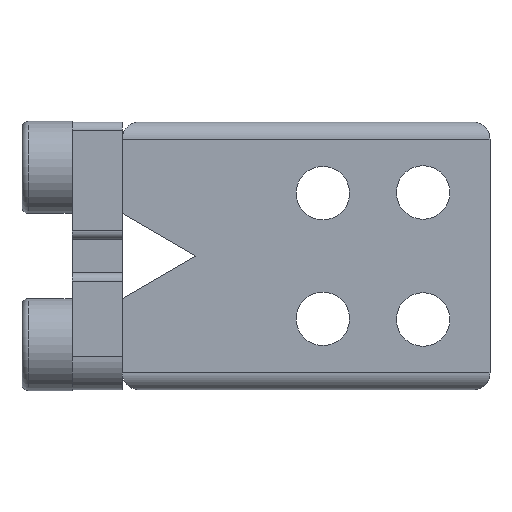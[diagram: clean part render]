
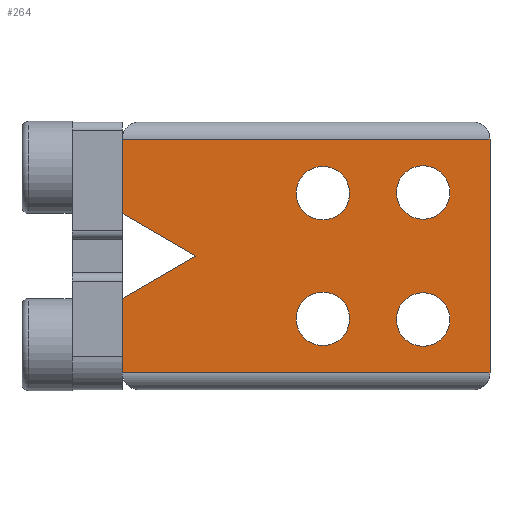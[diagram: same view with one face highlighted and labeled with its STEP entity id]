
A CAD part, left-side view. The second image highlights one B-rep face of the part: STEP entity #264.
In plain terms, the highlighted planar face has unit normal (-1, 0, 0).
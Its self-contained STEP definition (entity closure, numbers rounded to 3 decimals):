
#23 = EDGE_CURVE ( 'NONE', #1431, #2297, #1788, .T. ) ;
#34 = DIRECTION ( 'NONE',  ( 0., -1., 0. ) ) ;
#37 = DIRECTION ( 'NONE',  ( 0., 1., 0. ) ) ;
#42 = AXIS2_PLACEMENT_3D ( 'NONE', #2623, #1370, #37 ) ;
#44 = CARTESIAN_POINT ( 'NONE',  ( -7.299, 9.324, 24.55 ) ) ;
#51 = CARTESIAN_POINT ( 'NONE',  ( -7.299, -2.676, 18.243 ) ) ;
#100 = DIRECTION ( 'NONE',  ( 0., -1., 0. ) ) ;
#103 = LINE ( 'NONE', #44, #1560 ) ;
#106 = EDGE_CURVE ( 'NONE', #2486, #174, #1212, .T. ) ;
#134 = FACE_BOUND ( 'NONE', #1378, .T. ) ;
#172 = DIRECTION ( 'NONE',  ( 0., 1., 0. ) ) ;
#174 = VERTEX_POINT ( 'NONE', #2335 ) ;
#179 = DIRECTION ( 'NONE',  ( -1., 0., 0. ) ) ;
#192 = VECTOR ( 'NONE', #1917, 1000. ) ;
#196 = ORIENTED_EDGE ( 'NONE', *, *, #982, .F. ) ;
#203 = AXIS2_PLACEMENT_3D ( 'NONE', #2061, #1205, #100 ) ;
#232 = CIRCLE ( 'NONE', #1969, 1.6 ) ;
#238 = DIRECTION ( 'NONE',  ( -1., 0., 0. ) ) ;
#264 = ADVANCED_FACE ( 'NONE', ( #134, #2055, #523, #2736, #1992 ), #1091, .F. ) ;
#329 = EDGE_CURVE ( 'NONE', #2297, #1431, #724, .T. ) ;
#348 = EDGE_CURVE ( 'NONE', #1024, #1563, #103, .T. ) ;
#385 = EDGE_CURVE ( 'NONE', #855, #960, #1357, .T. ) ;
#436 = ORIENTED_EDGE ( 'NONE', *, *, #1901, .F. ) ;
#471 = AXIS2_PLACEMENT_3D ( 'NONE', #1362, #179, #1936 ) ;
#478 = VECTOR ( 'NONE', #2155, 1000. ) ;
#479 = CARTESIAN_POINT ( 'NONE',  ( -7.299, -8.676, 25.8 ) ) ;
#493 = CARTESIAN_POINT ( 'NONE',  ( -7.299, 9.324, 24.55 ) ) ;
#510 = CARTESIAN_POINT ( 'NONE',  ( -7.299, 9.324, 15. ) ) ;
#522 = AXIS2_PLACEMENT_3D ( 'NONE', #2462, #238, #1159 ) ;
#523 = FACE_BOUND ( 'NONE', #866, .T. ) ;
#603 = DIRECTION ( 'NONE',  ( 0., 0., -1. ) ) ;
#620 = VECTOR ( 'NONE', #1240, 1000. ) ;
#624 = LINE ( 'NONE', #1508, #478 ) ;
#643 = DIRECTION ( 'NONE',  ( 0., -1., 0. ) ) ;
#724 = CIRCLE ( 'NONE', #2511, 1.6 ) ;
#795 = DIRECTION ( 'NONE',  ( 0., -1., 0. ) ) ;
#828 = CARTESIAN_POINT ( 'NONE',  ( -7.299, 9.324, 29. ) ) ;
#855 = VERTEX_POINT ( 'NONE', #1963 ) ;
#866 = EDGE_LOOP ( 'NONE', ( #1795, #436 ) ) ;
#868 = CARTESIAN_POINT ( 'NONE',  ( -7.299, 9.324, 19.45 ) ) ;
#885 = ORIENTED_EDGE ( 'NONE', *, *, #106, .T. ) ;
#913 = ORIENTED_EDGE ( 'NONE', *, *, #1750, .T. ) ;
#960 = VERTEX_POINT ( 'NONE', #1385 ) ;
#978 = VERTEX_POINT ( 'NONE', #510 ) ;
#981 = CARTESIAN_POINT ( 'NONE',  ( -7.299, -12.676, 15. ) ) ;
#982 = EDGE_CURVE ( 'NONE', #1741, #2781, #1991, .T. ) ;
#1011 = ORIENTED_EDGE ( 'NONE', *, *, #1814, .F. ) ;
#1024 = VERTEX_POINT ( 'NONE', #2739 ) ;
#1029 = CARTESIAN_POINT ( 'NONE',  ( -7.299, -12.676, 30. ) ) ;
#1050 = DIRECTION ( 'NONE',  ( 0., 1., 0. ) ) ;
#1054 = DIRECTION ( 'NONE',  ( -1., 0., 0. ) ) ;
#1060 = CARTESIAN_POINT ( 'NONE',  ( -7.299, 9.324, 30. ) ) ;
#1063 = EDGE_LOOP ( 'NONE', ( #196, #1304 ) ) ;
#1091 = PLANE ( 'NONE',  #1152 ) ;
#1147 = VECTOR ( 'NONE', #172, 1000. ) ;
#1150 = VERTEX_POINT ( 'NONE', #1911 ) ;
#1152 = AXIS2_PLACEMENT_3D ( 'NONE', #2631, #1761, #2194 ) ;
#1159 = DIRECTION ( 'NONE',  ( 0., 1., 0. ) ) ;
#1169 = EDGE_CURVE ( 'NONE', #2210, #1150, #232, .T. ) ;
#1205 = DIRECTION ( 'NONE',  ( -1., 0., 0. ) ) ;
#1212 = LINE ( 'NONE', #828, #1147 ) ;
#1240 = DIRECTION ( 'NONE',  ( 0., 0., -1. ) ) ;
#1250 = CARTESIAN_POINT ( 'NONE',  ( -7.299, -2.676, 25.757 ) ) ;
#1299 = EDGE_CURVE ( 'NONE', #978, #2097, #1951, .T. ) ;
#1304 = ORIENTED_EDGE ( 'NONE', *, *, #2741, .F. ) ;
#1320 = EDGE_CURVE ( 'NONE', #2454, #1024, #624, .T. ) ;
#1357 = CIRCLE ( 'NONE', #522, 1.6 ) ;
#1362 = CARTESIAN_POINT ( 'NONE',  ( -7.299, -8.676, 18.2 ) ) ;
#1370 = DIRECTION ( 'NONE',  ( -1., 0., 0. ) ) ;
#1378 = EDGE_LOOP ( 'NONE', ( #1011, #2188 ) ) ;
#1380 = DIRECTION ( 'NONE',  ( -1., 0., 0. ) ) ;
#1385 = CARTESIAN_POINT ( 'NONE',  ( -7.299, -4.276, 25.757 ) ) ;
#1419 = VECTOR ( 'NONE', #643, 1000. ) ;
#1431 = VERTEX_POINT ( 'NONE', #2434 ) ;
#1471 = ORIENTED_EDGE ( 'NONE', *, *, #1320, .F. ) ;
#1508 = CARTESIAN_POINT ( 'NONE',  ( -7.299, 9.324, 19.45 ) ) ;
#1560 = VECTOR ( 'NONE', #2021, 1000. ) ;
#1563 = VERTEX_POINT ( 'NONE', #493 ) ;
#1667 = ORIENTED_EDGE ( 'NONE', *, *, #23, .F. ) ;
#1705 = AXIS2_PLACEMENT_3D ( 'NONE', #1250, #1896, #1050 ) ;
#1709 = ORIENTED_EDGE ( 'NONE', *, *, #348, .F. ) ;
#1741 = VERTEX_POINT ( 'NONE', #2367 ) ;
#1750 = EDGE_CURVE ( 'NONE', #174, #1563, #2425, .T. ) ;
#1761 = DIRECTION ( 'NONE',  ( 1., 0., 0. ) ) ;
#1764 = EDGE_CURVE ( 'NONE', #2454, #978, #2113, .T. ) ;
#1788 = CIRCLE ( 'NONE', #203, 1.6 ) ;
#1794 = EDGE_CURVE ( 'NONE', #2486, #2097, #2039, .T. ) ;
#1795 = ORIENTED_EDGE ( 'NONE', *, *, #1169, .F. ) ;
#1797 = EDGE_LOOP ( 'NONE', ( #2539, #1667 ) ) ;
#1814 = EDGE_CURVE ( 'NONE', #960, #855, #2758, .T. ) ;
#1895 = EDGE_LOOP ( 'NONE', ( #2310, #2547, #2344, #885, #913, #1709, #1471 ) ) ;
#1896 = DIRECTION ( 'NONE',  ( -1., 0., 0. ) ) ;
#1901 = EDGE_CURVE ( 'NONE', #1150, #2210, #2622, .T. ) ;
#1911 = CARTESIAN_POINT ( 'NONE',  ( -7.299, -7.076, 18.2 ) ) ;
#1917 = DIRECTION ( 'NONE',  ( 0., 0., -1. ) ) ;
#1936 = DIRECTION ( 'NONE',  ( 0., -1., 0. ) ) ;
#1951 = LINE ( 'NONE', #2144, #1419 ) ;
#1963 = CARTESIAN_POINT ( 'NONE',  ( -7.299, -1.076, 25.757 ) ) ;
#1969 = AXIS2_PLACEMENT_3D ( 'NONE', #2100, #1054, #795 ) ;
#1991 = CIRCLE ( 'NONE', #2306, 1.6 ) ;
#1992 = FACE_OUTER_BOUND ( 'NONE', #1895, .T. ) ;
#2009 = DIRECTION ( 'NONE',  ( -1., 0., 0. ) ) ;
#2021 = DIRECTION ( 'NONE',  ( 0., 0.865, 0.501 ) ) ;
#2039 = LINE ( 'NONE', #1029, #2258 ) ;
#2055 = FACE_BOUND ( 'NONE', #1063, .T. ) ;
#2061 = CARTESIAN_POINT ( 'NONE',  ( -7.299, -2.676, 18.243 ) ) ;
#2094 = CARTESIAN_POINT ( 'NONE',  ( -7.299, -4.276, 18.243 ) ) ;
#2097 = VERTEX_POINT ( 'NONE', #981 ) ;
#2100 = CARTESIAN_POINT ( 'NONE',  ( -7.299, -8.676, 18.2 ) ) ;
#2113 = LINE ( 'NONE', #2147, #192 ) ;
#2144 = CARTESIAN_POINT ( 'NONE',  ( -7.299, 9.324, 15. ) ) ;
#2147 = CARTESIAN_POINT ( 'NONE',  ( -7.299, 9.324, 30. ) ) ;
#2155 = DIRECTION ( 'NONE',  ( 0., -0.865, 0.501 ) ) ;
#2188 = ORIENTED_EDGE ( 'NONE', *, *, #385, .F. ) ;
#2194 = DIRECTION ( 'NONE',  ( 0., 1., 0. ) ) ;
#2210 = VERTEX_POINT ( 'NONE', #2257 ) ;
#2238 = DIRECTION ( 'NONE',  ( 0., 1., 0. ) ) ;
#2255 = CIRCLE ( 'NONE', #42, 1.6 ) ;
#2257 = CARTESIAN_POINT ( 'NONE',  ( -7.299, -10.276, 18.2 ) ) ;
#2258 = VECTOR ( 'NONE', #603, 1000. ) ;
#2297 = VERTEX_POINT ( 'NONE', #2094 ) ;
#2306 = AXIS2_PLACEMENT_3D ( 'NONE', #479, #2009, #2238 ) ;
#2310 = ORIENTED_EDGE ( 'NONE', *, *, #1764, .T. ) ;
#2335 = CARTESIAN_POINT ( 'NONE',  ( -7.299, 9.324, 29. ) ) ;
#2344 = ORIENTED_EDGE ( 'NONE', *, *, #1794, .F. ) ;
#2367 = CARTESIAN_POINT ( 'NONE',  ( -7.299, -10.276, 25.8 ) ) ;
#2425 = LINE ( 'NONE', #1060, #620 ) ;
#2434 = CARTESIAN_POINT ( 'NONE',  ( -7.299, -1.076, 18.243 ) ) ;
#2454 = VERTEX_POINT ( 'NONE', #868 ) ;
#2462 = CARTESIAN_POINT ( 'NONE',  ( -7.299, -2.676, 25.757 ) ) ;
#2486 = VERTEX_POINT ( 'NONE', #2580 ) ;
#2511 = AXIS2_PLACEMENT_3D ( 'NONE', #51, #1380, #34 ) ;
#2539 = ORIENTED_EDGE ( 'NONE', *, *, #329, .F. ) ;
#2547 = ORIENTED_EDGE ( 'NONE', *, *, #1299, .T. ) ;
#2580 = CARTESIAN_POINT ( 'NONE',  ( -7.299, -12.676, 29. ) ) ;
#2622 = CIRCLE ( 'NONE', #471, 1.6 ) ;
#2623 = CARTESIAN_POINT ( 'NONE',  ( -7.299, -8.676, 25.8 ) ) ;
#2631 = CARTESIAN_POINT ( 'NONE',  ( -7.299, 9.324, 30. ) ) ;
#2660 = CARTESIAN_POINT ( 'NONE',  ( -7.299, -7.076, 25.8 ) ) ;
#2736 = FACE_BOUND ( 'NONE', #1797, .T. ) ;
#2739 = CARTESIAN_POINT ( 'NONE',  ( -7.299, 4.924, 22. ) ) ;
#2741 = EDGE_CURVE ( 'NONE', #2781, #1741, #2255, .T. ) ;
#2758 = CIRCLE ( 'NONE', #1705, 1.6 ) ;
#2781 = VERTEX_POINT ( 'NONE', #2660 ) ;
